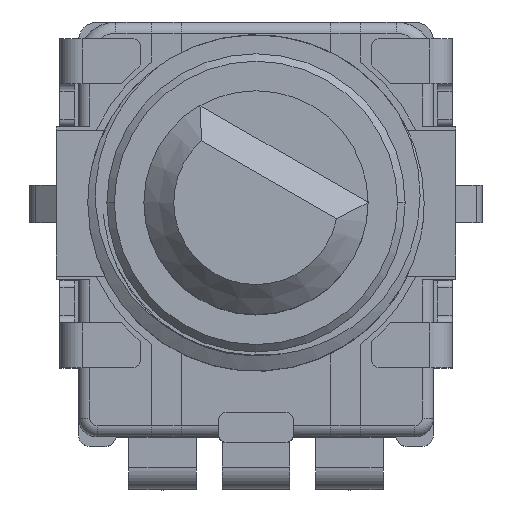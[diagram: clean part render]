
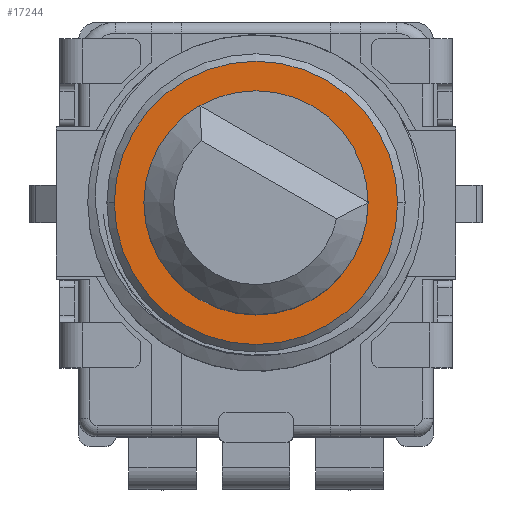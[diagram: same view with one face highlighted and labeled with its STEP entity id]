
A CAD part, top view. The second image highlights one B-rep face of the part: STEP entity #17244.
In plain terms, the highlighted face is planar.
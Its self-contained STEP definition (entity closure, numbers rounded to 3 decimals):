
#561 = CARTESIAN_POINT ( 'NONE',  ( 1.5, -2.598, -7.5 ) ) ;
#590 = CARTESIAN_POINT ( 'NONE',  ( -1.5, 2.598, -7.5 ) ) ;
#625 = CARTESIAN_POINT ( 'NONE',  ( 3.79, 0., -7.5 ) ) ;
#9551 = VERTEX_POINT ( 'NONE', #561 ) ;
#10074 = FACE_BOUND ( 'NONE', #21362, .T. ) ;
#10325 = AXIS2_PLACEMENT_3D ( 'NONE', #10778, #10790, #10791 ) ;
#10602 = AXIS2_PLACEMENT_3D ( 'NONE', #13786, #13788, #13789 ) ;
#10603 = AXIS2_PLACEMENT_3D ( 'NONE', #13781, #13782, #13783 ) ;
#10633 = AXIS2_PLACEMENT_3D ( 'NONE', #14116, #14121, #14122 ) ;
#10778 = CARTESIAN_POINT ( 'NONE',  ( 0., 0., -7.5 ) ) ;
#10782 = PLANE ( 'NONE',  #10325 ) ;
#10790 = DIRECTION ( 'NONE',  ( 0., 0., -1. ) ) ;
#10791 = DIRECTION ( 'NONE',  ( -1., 0., 0. ) ) ;
#11985 = FACE_OUTER_BOUND ( 'NONE', #21432, .T. ) ;
#12693 = CIRCLE ( 'NONE', #10603, 3. ) ;
#12697 = CIRCLE ( 'NONE', #10602, 3.79 ) ;
#12887 = CIRCLE ( 'NONE', #10633, 3. ) ;
#13040 = CIRCLE ( 'NONE', #15102, 3.79 ) ;
#13781 = CARTESIAN_POINT ( 'NONE',  ( 0., 0., -7.5 ) ) ;
#13782 = DIRECTION ( 'NONE',  ( 0., 0., 1. ) ) ;
#13783 = DIRECTION ( 'NONE',  ( -1., 0., 0. ) ) ;
#13786 = CARTESIAN_POINT ( 'NONE',  ( 0., 0., -7.5 ) ) ;
#13788 = DIRECTION ( 'NONE',  ( 0., 0., 1. ) ) ;
#13789 = DIRECTION ( 'NONE',  ( 1., 0., 0. ) ) ;
#14116 = CARTESIAN_POINT ( 'NONE',  ( 0., 0., -7.5 ) ) ;
#14121 = DIRECTION ( 'NONE',  ( 0., 0., 1. ) ) ;
#14122 = DIRECTION ( 'NONE',  ( -1., 0., 0. ) ) ;
#14303 = CARTESIAN_POINT ( 'NONE',  ( -3.79, 0., -7.5 ) ) ;
#15102 = AXIS2_PLACEMENT_3D ( 'NONE', #15190, #15204, #15205 ) ;
#15190 = CARTESIAN_POINT ( 'NONE',  ( 0., 0., -7.5 ) ) ;
#15204 = DIRECTION ( 'NONE',  ( 0., 0., 1. ) ) ;
#15205 = DIRECTION ( 'NONE',  ( 1., 0., 0. ) ) ;
#16782 = VERTEX_POINT ( 'NONE', #590 ) ;
#16817 = VERTEX_POINT ( 'NONE', #625 ) ;
#17244 = ADVANCED_FACE ( 'NONE', ( #11985, #10074 ), #10782, .T. ) ;
#17563 = EDGE_CURVE ( 'NONE', #16782, #9551, #12693, .T. ) ;
#17566 = EDGE_CURVE ( 'NONE', #16817, #17892, #12697, .T. ) ;
#17688 = EDGE_CURVE ( 'NONE', #9551, #16782, #12887, .T. ) ;
#17892 = VERTEX_POINT ( 'NONE', #14303 ) ;
#19361 = EDGE_CURVE ( 'NONE', #17892, #16817, #13040, .T. ) ;
#21131 = ORIENTED_EDGE ( 'NONE', *, *, #17566, .F. ) ;
#21132 = ORIENTED_EDGE ( 'NONE', *, *, #19361, .F. ) ;
#21133 = ORIENTED_EDGE ( 'NONE', *, *, #17563, .T. ) ;
#21134 = ORIENTED_EDGE ( 'NONE', *, *, #17688, .T. ) ;
#21362 = EDGE_LOOP ( 'NONE', ( #21133, #21134 ) ) ;
#21432 = EDGE_LOOP ( 'NONE', ( #21131, #21132 ) ) ;
